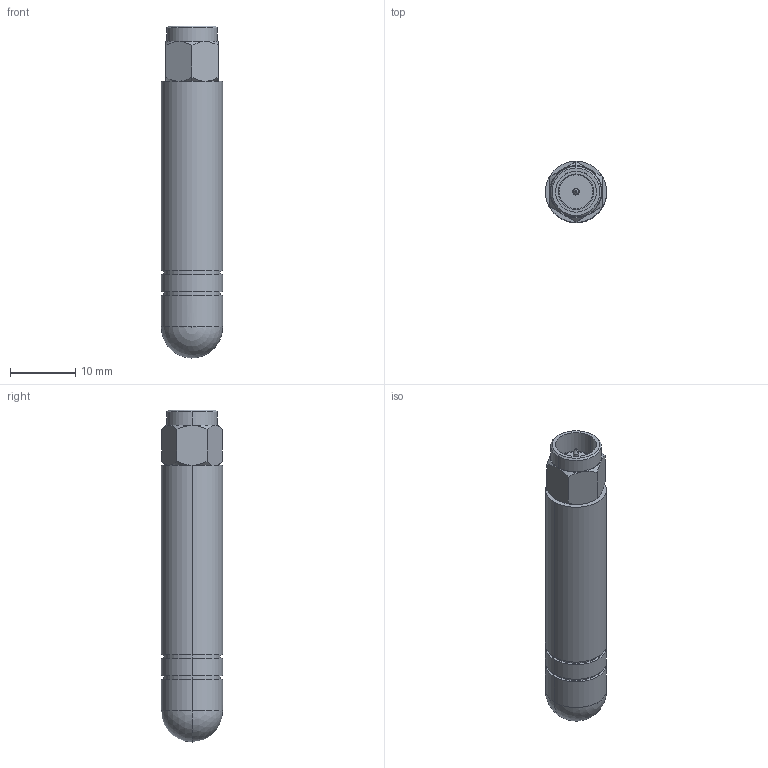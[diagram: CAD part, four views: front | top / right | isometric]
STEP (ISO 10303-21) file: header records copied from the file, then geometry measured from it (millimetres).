
FILE_DESCRIPTION (( 'STEP AP214' ), '1' );
FILE_NAME ('LCANRBD1065_3D.step', '2024-07-22T22:06:29', ( '' ), ( '' ), 'SwSTEP 2.0', 'SolidWorks 2022', '' );
FILE_SCHEMA (( 'AUTOMOTIVE_DESIGN' ));
Length unit declared in the file: inch
Products named in the file (7): LCANRBD1065^LCANRBD1065; Copy of 1AB01-005-MA5^1AB01-005_LCANRBD1065; 1AB01-005^LCANRBD1065_WITHOUT HEATSHRINK; LCANRBD1065_3D; Copy of 1AB01-005-MA1^1AB01-005_LCANRBD1065; Copy of 1AB01-005-MA3^1AB01-005_LCANRBD1065; Copy of 1AB01-005-MA4^1AB01-005_LCANRBD1065_for RG316
Assembly tree (6 placements, depth 3):
  LCANRBD1065_3D
    LCANRBD1065^LCANRBD1065
    1AB01-005^LCANRBD1065_WITHOUT HEATSHRINK
      Copy of 1AB01-005-MA5^1AB01-005_LCANRBD1065
      Copy of 1AB01-005-MA4^1AB01-005_LCANRBD1065_for RG316
      Copy of 1AB01-005-MA3^1AB01-005_LCANRBD1065
      Copy of 1AB01-005-MA1^1AB01-005_LCANRBD1065
Bounding box: 9.4 x 9.4 x 50.99 mm (x, y, z)
Volume: 3379.3 mm3; surface area: 2956.3 mm2
Topology: 5 solids, 5 shells, 103 faces, 215 edges, 133 vertices
Faces by surface type: cylinder 44, plane 29, cone 28, sphere 2
Entity records: 3197 total; most frequent: CARTESIAN_POINT 639, DIRECTION 520, ORIENTED_EDGE 416, AXIS2_PLACEMENT_3D 227, EDGE_CURVE 208, VERTEX_POINT 130, EDGE_LOOP 126, CIRCLE 114
